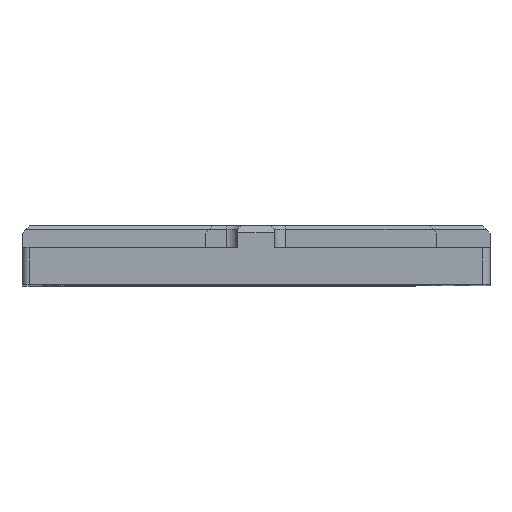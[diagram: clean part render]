
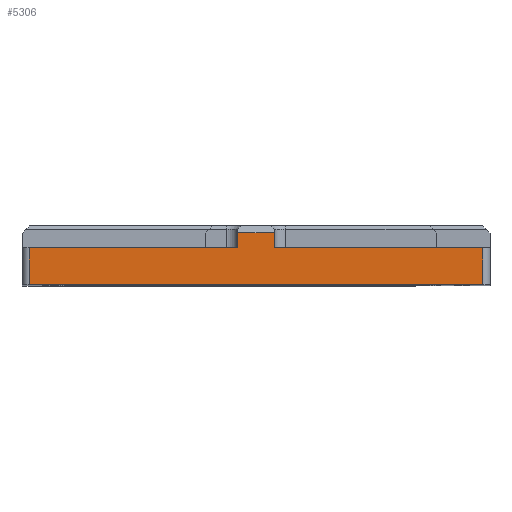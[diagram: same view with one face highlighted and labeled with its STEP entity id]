
A CAD part, top view. The second image highlights one B-rep face of the part: STEP entity #5306.
In plain terms, the highlighted planar face has unit normal (0, 0, 1).
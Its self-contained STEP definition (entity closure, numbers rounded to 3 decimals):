
#247 = VECTOR ( 'NONE', #8227, 1000. ) ;
#426 = VERTEX_POINT ( 'NONE', #2273 ) ;
#523 = CARTESIAN_POINT ( 'NONE',  ( 0., 5., 0. ) ) ;
#610 = CARTESIAN_POINT ( 'NONE',  ( 62.5, 5., 0. ) ) ;
#884 = DIRECTION ( 'NONE',  ( 0., 0., -1. ) ) ;
#1340 = VECTOR ( 'NONE', #7922, 1000. ) ;
#1546 = EDGE_CURVE ( 'NONE', #13694, #13825, #5611, .T. ) ;
#1556 = LINE ( 'NONE', #2160, #1340 ) ;
#2160 = CARTESIAN_POINT ( 'NONE',  ( 34.25, 33.554, 0. ) ) ;
#2241 = ORIENTED_EDGE ( 'NONE', *, *, #1546, .T. ) ;
#2251 = VECTOR ( 'NONE', #10739, 1000. ) ;
#2260 = VERTEX_POINT ( 'NONE', #11952 ) ;
#2273 = CARTESIAN_POINT ( 'NONE',  ( 34.25, 5., 0. ) ) ;
#2368 = EDGE_CURVE ( 'NONE', #2260, #426, #1556, .T. ) ;
#2499 = CARTESIAN_POINT ( 'NONE',  ( 1., 8., 0. ) ) ;
#2778 = LINE ( 'NONE', #14347, #5471 ) ;
#3140 = VECTOR ( 'NONE', #5687, 1000. ) ;
#3292 = CARTESIAN_POINT ( 'NONE',  ( 62.5, 8., 0. ) ) ;
#3354 = VERTEX_POINT ( 'NONE', #15791 ) ;
#3658 = VERTEX_POINT ( 'NONE', #13465 ) ;
#3701 = EDGE_CURVE ( 'NONE', #5232, #426, #12145, .T. ) ;
#4720 = EDGE_CURVE ( 'NONE', #3354, #15003, #11486, .T. ) ;
#5013 = ORIENTED_EDGE ( 'NONE', *, *, #7885, .T. ) ;
#5232 = VERTEX_POINT ( 'NONE', #610 ) ;
#5306 = ADVANCED_FACE ( 'NONE', ( #8305 ), #12438, .F. ) ;
#5471 = VECTOR ( 'NONE', #6932, 1000. ) ;
#5611 = LINE ( 'NONE', #9863, #3140 ) ;
#5687 = DIRECTION ( 'NONE',  ( 0., -1., 0. ) ) ;
#6641 = DIRECTION ( 'NONE',  ( -1., 0., 0. ) ) ;
#6825 = CARTESIAN_POINT ( 'NONE',  ( 62.5, 0., 0. ) ) ;
#6932 = DIRECTION ( 'NONE',  ( -1., 0., 0. ) ) ;
#7525 = EDGE_CURVE ( 'NONE', #13825, #3658, #13815, .T. ) ;
#7637 = VECTOR ( 'NONE', #16069, 1000. ) ;
#7885 = EDGE_CURVE ( 'NONE', #2260, #13694, #2778, .T. ) ;
#7922 = DIRECTION ( 'NONE',  ( 0., -1., 0. ) ) ;
#8227 = DIRECTION ( 'NONE',  ( 0., -1., 0. ) ) ;
#8305 = FACE_OUTER_BOUND ( 'NONE', #18432, .T. ) ;
#9494 = EDGE_CURVE ( 'NONE', #3658, #3354, #11709, .T. ) ;
#9863 = CARTESIAN_POINT ( 'NONE',  ( 29.25, 33.554, 0. ) ) ;
#9981 = CARTESIAN_POINT ( 'NONE',  ( 29.25, 7., 0. ) ) ;
#10739 = DIRECTION ( 'NONE',  ( -1., 0., 0. ) ) ;
#11486 = LINE ( 'NONE', #16002, #7637 ) ;
#11709 = LINE ( 'NONE', #12570, #247 ) ;
#11807 = VECTOR ( 'NONE', #16271, 1000. ) ;
#11952 = CARTESIAN_POINT ( 'NONE',  ( 34.25, 7., 0. ) ) ;
#12135 = DIRECTION ( 'NONE',  ( -1., 0., 0. ) ) ;
#12145 = LINE ( 'NONE', #12269, #2251 ) ;
#12227 = ORIENTED_EDGE ( 'NONE', *, *, #14472, .F. ) ;
#12269 = CARTESIAN_POINT ( 'NONE',  ( 0., 5., 0. ) ) ;
#12438 = PLANE ( 'NONE',  #17561 ) ;
#12570 = CARTESIAN_POINT ( 'NONE',  ( 1., 8., 0. ) ) ;
#12871 = ORIENTED_EDGE ( 'NONE', *, *, #7525, .T. ) ;
#13465 = CARTESIAN_POINT ( 'NONE',  ( 1., 5., 0. ) ) ;
#13625 = ORIENTED_EDGE ( 'NONE', *, *, #2368, .F. ) ;
#13694 = VERTEX_POINT ( 'NONE', #9981 ) ;
#13815 = LINE ( 'NONE', #523, #17834 ) ;
#13825 = VERTEX_POINT ( 'NONE', #17851 ) ;
#14347 = CARTESIAN_POINT ( 'NONE',  ( 1., 7., 0. ) ) ;
#14472 = EDGE_CURVE ( 'NONE', #5232, #15003, #18324, .T. ) ;
#14508 = ORIENTED_EDGE ( 'NONE', *, *, #9494, .T. ) ;
#15003 = VERTEX_POINT ( 'NONE', #6825 ) ;
#15668 = ORIENTED_EDGE ( 'NONE', *, *, #4720, .T. ) ;
#15791 = CARTESIAN_POINT ( 'NONE',  ( 1., 0., 0. ) ) ;
#16002 = CARTESIAN_POINT ( 'NONE',  ( 1., 0., 0. ) ) ;
#16069 = DIRECTION ( 'NONE',  ( 1., 0., 0. ) ) ;
#16271 = DIRECTION ( 'NONE',  ( 0., -1., 0. ) ) ;
#17561 = AXIS2_PLACEMENT_3D ( 'NONE', #2499, #884, #6641 ) ;
#17834 = VECTOR ( 'NONE', #12135, 1000. ) ;
#17851 = CARTESIAN_POINT ( 'NONE',  ( 29.25, 5., 0. ) ) ;
#18324 = LINE ( 'NONE', #3292, #11807 ) ;
#18432 = EDGE_LOOP ( 'NONE', ( #13625, #5013, #2241, #12871, #14508, #15668, #12227, #18451 ) ) ;
#18451 = ORIENTED_EDGE ( 'NONE', *, *, #3701, .T. ) ;
